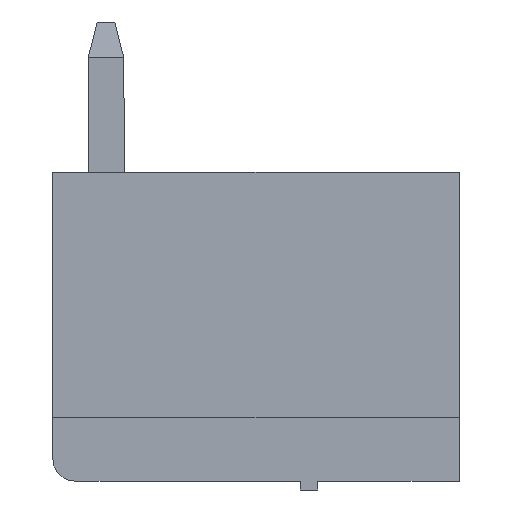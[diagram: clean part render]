
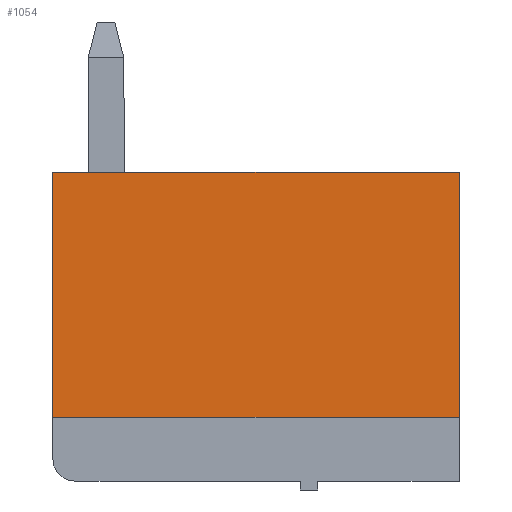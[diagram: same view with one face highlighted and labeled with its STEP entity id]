
A CAD part, left-side view. The second image highlights one B-rep face of the part: STEP entity #1054.
In plain terms, the highlighted free-form (B-spline) face has degree [1, 1] with [2, 2] control points.
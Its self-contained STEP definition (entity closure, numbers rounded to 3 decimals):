
#98=CARTESIAN_POINT('',(47.8,9.2,-2.55));
#99=VERTEX_POINT('',#98);
#105=CARTESIAN_POINT('',(47.8,9.2,3.));
#106=VERTEX_POINT('',#105);
#107=CARTESIAN_POINT('',(47.8,9.2,-2.55));
#108=CARTESIAN_POINT('',(47.8,9.2,3.));
#109=B_SPLINE_CURVE_WITH_KNOTS('',1,(#107,#108),.POLYLINE_FORM.,.F.,.U.,(2,2),(0.,1.),.UNSPECIFIED.);
#110=EDGE_CURVE('',#99,#106,#109,.T.);
#1016=CARTESIAN_POINT('',(47.8,0.,-2.55));
#1017=VERTEX_POINT('',#1016);
#1023=CARTESIAN_POINT('',(47.8,0.,-2.55));
#1024=CARTESIAN_POINT('',(47.8,9.2,-2.55));
#1025=B_SPLINE_CURVE_WITH_KNOTS('',1,(#1023,#1024),.POLYLINE_FORM.,.F.,.U.,(2,2),(0.,1.),.UNSPECIFIED.);
#1026=EDGE_CURVE('',#1017,#99,#1025,.T.);
#1033=CARTESIAN_POINT('',(47.8,-15.35,15.35));
#1034=CARTESIAN_POINT('',(47.8,-15.35,-15.35));
#1035=CARTESIAN_POINT('',(47.8,15.35,15.35));
#1036=CARTESIAN_POINT('',(47.8,15.35,-15.35));
#1037=B_SPLINE_SURFACE_WITH_KNOTS('',1,1,((#1033,#1034),(#1035,#1036)),.PLANE_SURF.,.F.,.F.,.U.,(2,2),(2,2),(0.,1.),(0.,1.),.UNSPECIFIED.);
#1038=ORIENTED_EDGE('',*,*,#1026,.F.);
#1039=CARTESIAN_POINT('',(47.8,0.,3.));
#1040=VERTEX_POINT('',#1039);
#1041=CARTESIAN_POINT('',(47.8,0.,3.));
#1042=CARTESIAN_POINT('',(47.8,0.,-2.55));
#1043=B_SPLINE_CURVE_WITH_KNOTS('',1,(#1041,#1042),.POLYLINE_FORM.,.F.,.U.,(2,2),(0.,1.),.UNSPECIFIED.);
#1044=EDGE_CURVE('',#1040,#1017,#1043,.T.);
#1045=ORIENTED_EDGE('',*,*,#1044,.F.);
#1046=CARTESIAN_POINT('',(47.8,9.2,3.));
#1047=CARTESIAN_POINT('',(47.8,0.,3.));
#1048=B_SPLINE_CURVE_WITH_KNOTS('',1,(#1046,#1047),.POLYLINE_FORM.,.F.,.U.,(2,2),(0.,1.),.UNSPECIFIED.);
#1049=EDGE_CURVE('',#106,#1040,#1048,.T.);
#1050=ORIENTED_EDGE('',*,*,#1049,.F.);
#1051=ORIENTED_EDGE('',*,*,#110,.F.);
#1052=EDGE_LOOP('',(#1038,#1045,#1050,#1051));
#1053=FACE_OUTER_BOUND('',#1052,.T.);
#1054=ADVANCED_FACE('',(#1053),#1037,.T.);
